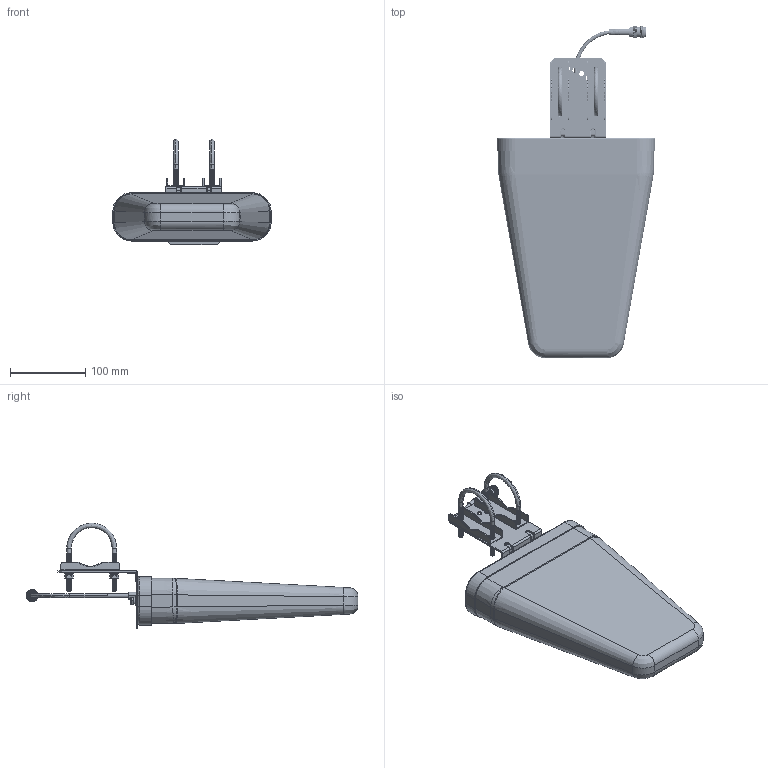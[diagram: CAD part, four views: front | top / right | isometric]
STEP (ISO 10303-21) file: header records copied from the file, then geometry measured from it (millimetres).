
FILE_DESCRIPTION (( 'STEP AP203' ), '1' );
FILE_NAME ('LCANLP1007_3D.STEP', '2022-03-21T19:45:40', ( '' ), ( '' ), 'SwSTEP 2.0', 'SolidWorks 2021', '' );
FILE_SCHEMA (( 'CONFIG_CONTROL_DESIGN' ));
Products named in the file (1): LCANLP1007_3D
Bounding box: 210 x 440.34 x 140.08 mm (x, y, z)
Volume: 346308 mm3; surface area: 360058.1 mm2
Topology: 36 solids, 36 shells, 3908 faces, 9322 edges, 5512 vertices
Faces by surface type: bspline 1698, cylinder 1257, plane 727, cone 226
Entity records: 191302 total; most frequent: CARTESIAN_POINT 117078, ORIENTED_EDGE 18596, DIRECTION 9501, EDGE_CURVE 9298, VERTEX_POINT 5512, B_SPLINE_CURVE_WITH_KNOTS 5301, EDGE_LOOP 4046, FACE_OUTER_BOUND 3908
